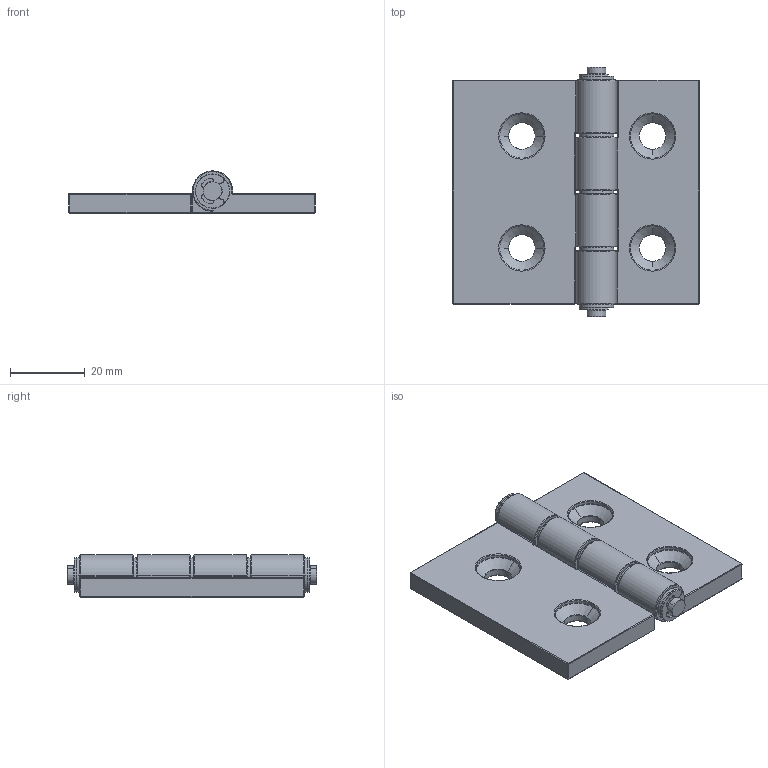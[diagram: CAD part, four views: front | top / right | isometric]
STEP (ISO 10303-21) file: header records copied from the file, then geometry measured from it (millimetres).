
FILE_DESCRIPTION (( 'STEP AP214' ), '1' );
FILE_NAME ('HGA-35A.STEP', '2018-01-03T05:53:01', ( '' ), ( '' ), 'SwSTEP 2.0', 'SolidWorks 2010', '' );
FILE_SCHEMA (( 'AUTOMOTIVE_DESIGN' ));
Length unit declared in the file: millimetre
Products named in the file (6): 鉸鏈片(大); 插銷; 鉸鏈片(小); PA墊圈; E型扣; HGA-35A
Assembly tree (10 placements, depth 2):
  HGA-35A
    PA墊圈  x5
    插銷
    鉸鏈片(小)
    鉸鏈片(大)
    E型扣  x2
Bounding box: 66 x 66.7 x 11.3 mm (x, y, z)
Volume: 21834.4 mm3; surface area: 13451.3 mm2
Topology: 10 solids, 10 shells, 527 faces, 1186 edges, 656 vertices
Faces by surface type: torus 228, cylinder 195, plane 58, sphere 20, bspline 18, cone 8
Entity records: 12340 total; most frequent: CARTESIAN_POINT 3161, DIRECTION 2179, ORIENTED_EDGE 1730, AXIS2_PLACEMENT_3D 975, EDGE_CURVE 865, CIRCLE 589, VERTEX_POINT 488, EDGE_LOOP 413
